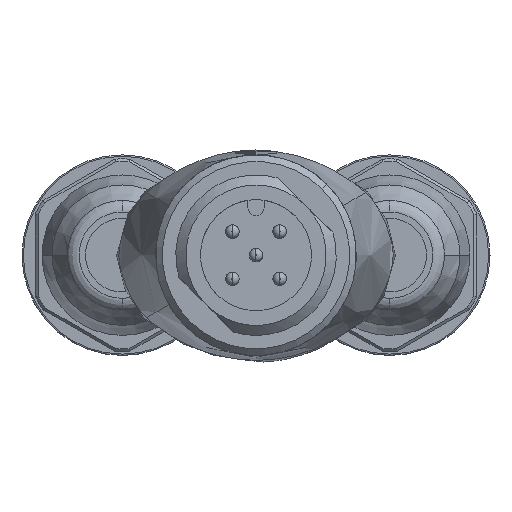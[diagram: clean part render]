
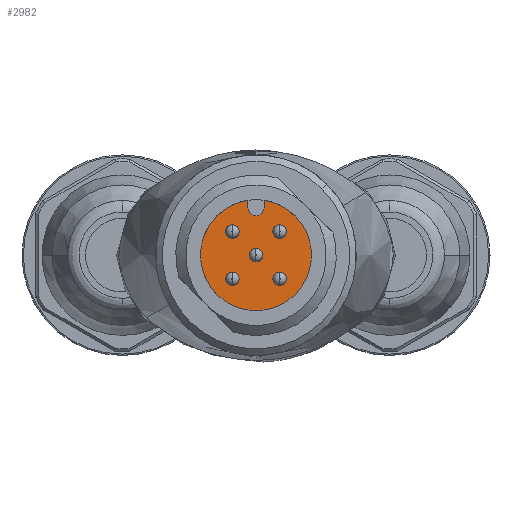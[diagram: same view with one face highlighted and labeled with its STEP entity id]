
A CAD part, left-side view. The second image highlights one B-rep face of the part: STEP entity #2982.
In plain terms, the highlighted planar face has unit normal (-1, 0, 0).
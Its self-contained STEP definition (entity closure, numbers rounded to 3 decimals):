
#16 = EDGE_CURVE ( 'NONE', #264, #3541, #5939, .T. ) ;
#50 = ORIENTED_EDGE ( 'NONE', *, *, #5270, .T. ) ;
#109 = CARTESIAN_POINT ( 'NONE',  ( -8., 1.768, -1.768 ) ) ;
#174 = CARTESIAN_POINT ( 'NONE',  ( -8., -0.354, 0.354 ) ) ;
#222 = CARTESIAN_POINT ( 'NONE',  ( -8., 0., 0. ) ) ;
#243 = FACE_BOUND ( 'NONE', #4891, .T. ) ;
#264 = VERTEX_POINT ( 'NONE', #1651 ) ;
#267 = VERTEX_POINT ( 'NONE', #2203 ) ;
#272 = CARTESIAN_POINT ( 'NONE',  ( -8., 2.121, 1.414 ) ) ;
#325 = EDGE_CURVE ( 'NONE', #3541, #264, #2071, .T. ) ;
#363 = CARTESIAN_POINT ( 'NONE',  ( -8., -1.768, 1.768 ) ) ;
#405 = VERTEX_POINT ( 'NONE', #3901 ) ;
#413 = CARTESIAN_POINT ( 'NONE',  ( -8., -0.6, 4.106 ) ) ;
#430 = EDGE_CURVE ( 'NONE', #267, #4753, #3659, .T. ) ;
#459 = AXIS2_PLACEMENT_3D ( 'NONE', #2573, #6169, #6199 ) ;
#512 = EDGE_CURVE ( 'NONE', #2600, #267, #6531, .T. ) ;
#681 = ORIENTED_EDGE ( 'NONE', *, *, #3016, .T. ) ;
#701 = EDGE_CURVE ( 'NONE', #3408, #767, #6745, .T. ) ;
#707 = DIRECTION ( 'NONE',  ( 1., 0., 0. ) ) ;
#733 = DIRECTION ( 'NONE',  ( 1., 0., 0. ) ) ;
#767 = VERTEX_POINT ( 'NONE', #2845 ) ;
#784 = DIRECTION ( 'NONE',  ( 1., 0., 0. ) ) ;
#788 = CARTESIAN_POINT ( 'NONE',  ( -8., -0.6, 4.106 ) ) ;
#824 = CARTESIAN_POINT ( 'NONE',  ( -8., 0., 0. ) ) ;
#833 = ORIENTED_EDGE ( 'NONE', *, *, #701, .T. ) ;
#834 = DIRECTION ( 'NONE',  ( 0., 0.707, -0.707 ) ) ;
#899 = DIRECTION ( 'NONE',  ( 0., 0.707, -0.707 ) ) ;
#917 = DIRECTION ( 'NONE',  ( 1., 0., 0. ) ) ;
#955 = EDGE_CURVE ( 'NONE', #405, #1038, #6750, .T. ) ;
#969 = CARTESIAN_POINT ( 'NONE',  ( -8., -1.768, -1.768 ) ) ;
#1006 = ORIENTED_EDGE ( 'NONE', *, *, #6762, .T. ) ;
#1009 = CIRCLE ( 'NONE', #2541, 0.5 ) ;
#1016 = AXIS2_PLACEMENT_3D ( 'NONE', #5017, #4956, #4430 ) ;
#1035 = CARTESIAN_POINT ( 'NONE',  ( -8., -0.6, 3.55 ) ) ;
#1038 = VERTEX_POINT ( 'NONE', #272 ) ;
#1181 = AXIS2_PLACEMENT_3D ( 'NONE', #5567, #6739, #834 ) ;
#1252 = ORIENTED_EDGE ( 'NONE', *, *, #955, .T. ) ;
#1258 = VERTEX_POINT ( 'NONE', #2689 ) ;
#1357 = CARTESIAN_POINT ( 'NONE',  ( -8., -2.121, -1.414 ) ) ;
#1376 = CARTESIAN_POINT ( 'NONE',  ( -8., 0.6, 3.55 ) ) ;
#1651 = CARTESIAN_POINT ( 'NONE',  ( -8., -1.414, -2.121 ) ) ;
#1657 = CARTESIAN_POINT ( 'NONE',  ( -8., -1.768, 1.768 ) ) ;
#1697 = CARTESIAN_POINT ( 'NONE',  ( -8., 1.768, 1.768 ) ) ;
#1827 = FACE_BOUND ( 'NONE', #2277, .T. ) ;
#1847 = VERTEX_POINT ( 'NONE', #2542 ) ;
#1858 = EDGE_LOOP ( 'NONE', ( #2832, #833, #5749, #4669, #6344, #3873 ) ) ;
#1871 = DIRECTION ( 'NONE',  ( 0., 1., 0. ) ) ;
#1880 = CARTESIAN_POINT ( 'NONE',  ( -8., 1.768, -1.768 ) ) ;
#1915 = DIRECTION ( 'NONE',  ( -1., 0., 0. ) ) ;
#1921 = EDGE_LOOP ( 'NONE', ( #6431, #5742 ) ) ;
#1972 = ORIENTED_EDGE ( 'NONE', *, *, #5142, .T. ) ;
#1983 = DIRECTION ( 'NONE',  ( 0., 0.707, -0.707 ) ) ;
#2071 = CIRCLE ( 'NONE', #5169, 0.5 ) ;
#2138 = AXIS2_PLACEMENT_3D ( 'NONE', #1697, #3159, #4717 ) ;
#2203 = CARTESIAN_POINT ( 'NONE',  ( -8., 2.934, -2.934 ) ) ;
#2222 = AXIS2_PLACEMENT_3D ( 'NONE', #824, #1915, #2822 ) ;
#2249 = AXIS2_PLACEMENT_3D ( 'NONE', #222, #784, #2397 ) ;
#2277 = EDGE_LOOP ( 'NONE', ( #1006, #1252 ) ) ;
#2336 = CARTESIAN_POINT ( 'NONE',  ( -8., -1.414, 1.414 ) ) ;
#2339 = CARTESIAN_POINT ( 'NONE',  ( -8., -1.768, -1.768 ) ) ;
#2349 = FACE_BOUND ( 'NONE', #2482, .T. ) ;
#2365 = DIRECTION ( 'NONE',  ( 0., 0., -1. ) ) ;
#2375 = AXIS2_PLACEMENT_3D ( 'NONE', #363, #917, #1983 ) ;
#2385 = AXIS2_PLACEMENT_3D ( 'NONE', #4079, #4527, #4630 ) ;
#2397 = DIRECTION ( 'NONE',  ( 0., 0.707, -0.707 ) ) ;
#2406 = DIRECTION ( 'NONE',  ( 1., 0., 0. ) ) ;
#2465 = DIRECTION ( 'NONE',  ( 0., 0.707, -0.707 ) ) ;
#2482 = EDGE_LOOP ( 'NONE', ( #1972, #5566 ) ) ;
#2541 = AXIS2_PLACEMENT_3D ( 'NONE', #109, #733, #3879 ) ;
#2542 = CARTESIAN_POINT ( 'NONE',  ( -8., -2.121, 2.121 ) ) ;
#2573 = CARTESIAN_POINT ( 'NONE',  ( -8., 0., 0. ) ) ;
#2600 = VERTEX_POINT ( 'NONE', #4647 ) ;
#2611 = AXIS2_PLACEMENT_3D ( 'NONE', #1657, #3770, #899 ) ;
#2689 = CARTESIAN_POINT ( 'NONE',  ( -8., 0.354, -0.354 ) ) ;
#2774 = AXIS2_PLACEMENT_3D ( 'NONE', #4922, #707, #1871 ) ;
#2822 = DIRECTION ( 'NONE',  ( 0., 0.707, -0.707 ) ) ;
#2832 = ORIENTED_EDGE ( 'NONE', *, *, #5099, .T. ) ;
#2845 = CARTESIAN_POINT ( 'NONE',  ( -8., 0.6, 3.55 ) ) ;
#2861 = VERTEX_POINT ( 'NONE', #5753 ) ;
#2967 = VERTEX_POINT ( 'NONE', #174 ) ;
#2982 = ADVANCED_FACE ( 'NONE', ( #243, #2349, #3911, #1827, #5960, #4328 ), #6016, .T. ) ;
#3016 = EDGE_CURVE ( 'NONE', #2861, #6518, #1009, .T. ) ;
#3035 = LINE ( 'NONE', #1376, #3042 ) ;
#3039 = CIRCLE ( 'NONE', #3928, 0.5 ) ;
#3042 = VECTOR ( 'NONE', #3531, 1000. ) ;
#3159 = DIRECTION ( 'NONE',  ( 1., 0., 0. ) ) ;
#3177 = EDGE_CURVE ( 'NONE', #4753, #3241, #5378, .T. ) ;
#3179 = AXIS2_PLACEMENT_3D ( 'NONE', #969, #6175, #4077 ) ;
#3196 = EDGE_CURVE ( 'NONE', #2967, #1258, #3279, .T. ) ;
#3240 = EDGE_CURVE ( 'NONE', #767, #2600, #3035, .T. ) ;
#3241 = VERTEX_POINT ( 'NONE', #413 ) ;
#3279 = CIRCLE ( 'NONE', #1181, 0.5 ) ;
#3408 = VERTEX_POINT ( 'NONE', #1035 ) ;
#3436 = AXIS2_PLACEMENT_3D ( 'NONE', #6463, #3945, #5986 ) ;
#3531 = DIRECTION ( 'NONE',  ( 0., 0., 1. ) ) ;
#3541 = VERTEX_POINT ( 'NONE', #1357 ) ;
#3596 = CIRCLE ( 'NONE', #2375, 0.5 ) ;
#3659 = CIRCLE ( 'NONE', #2222, 4.15 ) ;
#3770 = DIRECTION ( 'NONE',  ( 1., 0., 0. ) ) ;
#3873 = ORIENTED_EDGE ( 'NONE', *, *, #3177, .T. ) ;
#3879 = DIRECTION ( 'NONE',  ( 0., 0.707, -0.707 ) ) ;
#3901 = CARTESIAN_POINT ( 'NONE',  ( -8., 1.414, 2.121 ) ) ;
#3911 = FACE_BOUND ( 'NONE', #1921, .T. ) ;
#3928 = AXIS2_PLACEMENT_3D ( 'NONE', #1880, #5589, #2465 ) ;
#3945 = DIRECTION ( 'NONE',  ( -1., 0., 0. ) ) ;
#4077 = DIRECTION ( 'NONE',  ( 0., 0.707, -0.707 ) ) ;
#4079 = CARTESIAN_POINT ( 'NONE',  ( -8., 0., 0. ) ) ;
#4135 = CARTESIAN_POINT ( 'NONE',  ( -8., -2.934, 2.934 ) ) ;
#4327 = ORIENTED_EDGE ( 'NONE', *, *, #16, .T. ) ;
#4328 = FACE_OUTER_BOUND ( 'NONE', #1858, .T. ) ;
#4430 = DIRECTION ( 'NONE',  ( 0., 0.707, -0.707 ) ) ;
#4527 = DIRECTION ( 'NONE',  ( -1., 0., 0. ) ) ;
#4630 = DIRECTION ( 'NONE',  ( 0., 0.707, -0.707 ) ) ;
#4647 = CARTESIAN_POINT ( 'NONE',  ( -8., 0.6, 4.106 ) ) ;
#4669 = ORIENTED_EDGE ( 'NONE', *, *, #512, .T. ) ;
#4717 = DIRECTION ( 'NONE',  ( 0., 0.707, -0.707 ) ) ;
#4753 = VERTEX_POINT ( 'NONE', #4135 ) ;
#4891 = EDGE_LOOP ( 'NONE', ( #4327, #6372 ) ) ;
#4922 = CARTESIAN_POINT ( 'NONE',  ( -8., 0., 3.55 ) ) ;
#4956 = DIRECTION ( 'NONE',  ( 1., 0., 0. ) ) ;
#4960 = VERTEX_POINT ( 'NONE', #2336 ) ;
#5008 = DIRECTION ( 'NONE',  ( 0., 0.707, -0.707 ) ) ;
#5014 = CIRCLE ( 'NONE', #2138, 0.5 ) ;
#5017 = CARTESIAN_POINT ( 'NONE',  ( -8., 1.768, 1.768 ) ) ;
#5029 = CARTESIAN_POINT ( 'NONE',  ( -8., 1.414, -1.414 ) ) ;
#5047 = CIRCLE ( 'NONE', #2611, 0.5 ) ;
#5099 = EDGE_CURVE ( 'NONE', #3241, #3408, #5530, .T. ) ;
#5142 = EDGE_CURVE ( 'NONE', #4960, #1847, #3596, .T. ) ;
#5169 = AXIS2_PLACEMENT_3D ( 'NONE', #2339, #2406, #5008 ) ;
#5254 = EDGE_LOOP ( 'NONE', ( #681, #50 ) ) ;
#5270 = EDGE_CURVE ( 'NONE', #6518, #2861, #3039, .T. ) ;
#5378 = CIRCLE ( 'NONE', #2385, 4.15 ) ;
#5530 = LINE ( 'NONE', #788, #6238 ) ;
#5566 = ORIENTED_EDGE ( 'NONE', *, *, #6082, .T. ) ;
#5567 = CARTESIAN_POINT ( 'NONE',  ( -8., 0., 0. ) ) ;
#5589 = DIRECTION ( 'NONE',  ( 1., 0., 0. ) ) ;
#5742 = ORIENTED_EDGE ( 'NONE', *, *, #3196, .T. ) ;
#5749 = ORIENTED_EDGE ( 'NONE', *, *, #3240, .T. ) ;
#5753 = CARTESIAN_POINT ( 'NONE',  ( -8., 2.121, -2.121 ) ) ;
#5939 = CIRCLE ( 'NONE', #3179, 0.5 ) ;
#5960 = FACE_BOUND ( 'NONE', #5254, .T. ) ;
#5986 = DIRECTION ( 'NONE',  ( 0., 0., 1. ) ) ;
#6016 = PLANE ( 'NONE',  #3436 ) ;
#6082 = EDGE_CURVE ( 'NONE', #1847, #4960, #5047, .T. ) ;
#6101 = CIRCLE ( 'NONE', #2249, 0.5 ) ;
#6169 = DIRECTION ( 'NONE',  ( -1., 0., 0. ) ) ;
#6175 = DIRECTION ( 'NONE',  ( 1., 0., 0. ) ) ;
#6199 = DIRECTION ( 'NONE',  ( 0., 0.707, -0.707 ) ) ;
#6238 = VECTOR ( 'NONE', #2365, 1000. ) ;
#6344 = ORIENTED_EDGE ( 'NONE', *, *, #430, .T. ) ;
#6372 = ORIENTED_EDGE ( 'NONE', *, *, #325, .T. ) ;
#6431 = ORIENTED_EDGE ( 'NONE', *, *, #6516, .T. ) ;
#6463 = CARTESIAN_POINT ( 'NONE',  ( -8., 6.451, 0.002 ) ) ;
#6516 = EDGE_CURVE ( 'NONE', #1258, #2967, #6101, .T. ) ;
#6518 = VERTEX_POINT ( 'NONE', #5029 ) ;
#6531 = CIRCLE ( 'NONE', #459, 4.15 ) ;
#6739 = DIRECTION ( 'NONE',  ( 1., 0., 0. ) ) ;
#6745 = CIRCLE ( 'NONE', #2774, 0.6 ) ;
#6750 = CIRCLE ( 'NONE', #1016, 0.5 ) ;
#6762 = EDGE_CURVE ( 'NONE', #1038, #405, #5014, .T. ) ;
